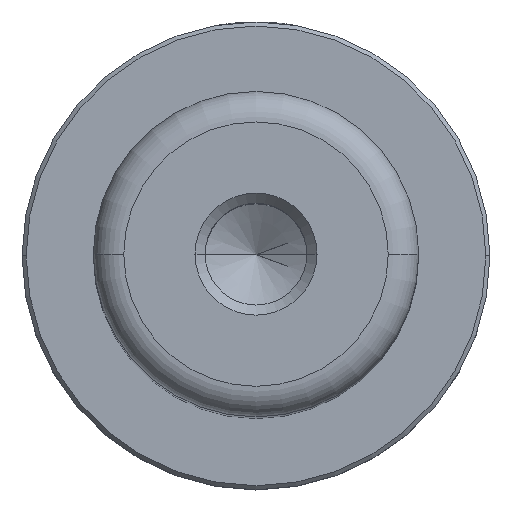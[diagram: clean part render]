
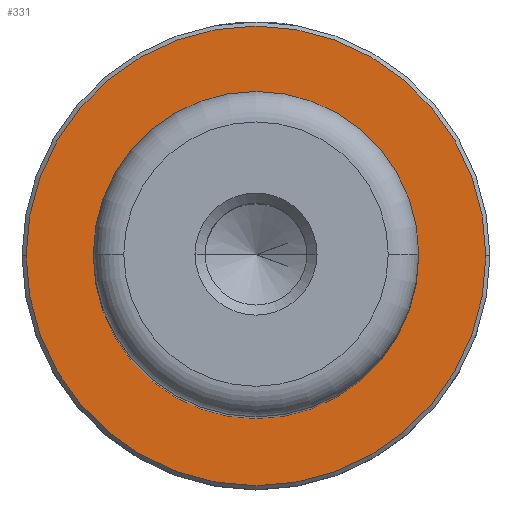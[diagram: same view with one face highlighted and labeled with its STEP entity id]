
A CAD part, top view. The second image highlights one B-rep face of the part: STEP entity #331.
In plain terms, the highlighted planar face has unit normal (0, 0, 1).
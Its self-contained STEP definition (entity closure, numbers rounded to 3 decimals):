
#31 = FACE_OUTER_BOUND ( 'NONE', #940, .T. ) ;
#35 = FACE_BOUND ( 'NONE', #1750, .T. ) ;
#102 = CIRCLE ( 'NONE', #1493, 11.3 ) ;
#107 = EDGE_CURVE ( 'NONE', #861, #2001, #179, .T. ) ;
#134 = CARTESIAN_POINT ( 'NONE',  ( 7.5, 0., 15. ) ) ;
#179 = CIRCLE ( 'NONE', #267, 7.5 ) ;
#210 = EDGE_CURVE ( 'NONE', #1759, #1472, #102, .T. ) ;
#267 = AXIS2_PLACEMENT_3D ( 'NONE', #509, #780, #484 ) ;
#331 = ADVANCED_FACE ( 'NONE', ( #31, #35 ), #1097, .T. ) ;
#407 = CARTESIAN_POINT ( 'NONE',  ( 0., 0., 15. ) ) ;
#441 = AXIS2_PLACEMENT_3D ( 'NONE', #1166, #1089, #1082 ) ;
#449 = CIRCLE ( 'NONE', #1090, 11.3 ) ;
#484 = DIRECTION ( 'NONE',  ( -1., 0., 0. ) ) ;
#509 = CARTESIAN_POINT ( 'NONE',  ( 0., 0., 15. ) ) ;
#553 = DIRECTION ( 'NONE',  ( 1., 0., 0. ) ) ;
#569 = CARTESIAN_POINT ( 'NONE',  ( -7.5, 0., 15. ) ) ;
#658 = CARTESIAN_POINT ( 'NONE',  ( -11.3, 0., 15. ) ) ;
#687 = AXIS2_PLACEMENT_3D ( 'NONE', #1431, #1424, #1419 ) ;
#728 = ORIENTED_EDGE ( 'NONE', *, *, #210, .T. ) ;
#748 = EDGE_CURVE ( 'NONE', #2001, #861, #1860, .T. ) ;
#780 = DIRECTION ( 'NONE',  ( 0., 0., -1. ) ) ;
#861 = VERTEX_POINT ( 'NONE', #569 ) ;
#873 = ORIENTED_EDGE ( 'NONE', *, *, #748, .T. ) ;
#940 = EDGE_LOOP ( 'NONE', ( #728, #1831 ) ) ;
#1082 = DIRECTION ( 'NONE',  ( 1., 0., 0. ) ) ;
#1089 = DIRECTION ( 'NONE',  ( 0., 0., 1. ) ) ;
#1090 = AXIS2_PLACEMENT_3D ( 'NONE', #407, #1587, #553 ) ;
#1097 = PLANE ( 'NONE',  #441 ) ;
#1111 = EDGE_CURVE ( 'NONE', #1472, #1759, #449, .T. ) ;
#1166 = CARTESIAN_POINT ( 'NONE',  ( 0., 0., 15. ) ) ;
#1187 = CARTESIAN_POINT ( 'NONE',  ( 11.3, 0., 15. ) ) ;
#1419 = DIRECTION ( 'NONE',  ( -1., 0., 0. ) ) ;
#1424 = DIRECTION ( 'NONE',  ( 0., 0., -1. ) ) ;
#1431 = CARTESIAN_POINT ( 'NONE',  ( 0., 0., 15. ) ) ;
#1472 = VERTEX_POINT ( 'NONE', #1187 ) ;
#1493 = AXIS2_PLACEMENT_3D ( 'NONE', #1639, #1635, #1632 ) ;
#1586 = ORIENTED_EDGE ( 'NONE', *, *, #107, .T. ) ;
#1587 = DIRECTION ( 'NONE',  ( 0., 0., 1. ) ) ;
#1632 = DIRECTION ( 'NONE',  ( 1., 0., 0. ) ) ;
#1635 = DIRECTION ( 'NONE',  ( 0., 0., 1. ) ) ;
#1639 = CARTESIAN_POINT ( 'NONE',  ( 0., 0., 15. ) ) ;
#1750 = EDGE_LOOP ( 'NONE', ( #1586, #873 ) ) ;
#1759 = VERTEX_POINT ( 'NONE', #658 ) ;
#1831 = ORIENTED_EDGE ( 'NONE', *, *, #1111, .T. ) ;
#1860 = CIRCLE ( 'NONE', #687, 7.5 ) ;
#2001 = VERTEX_POINT ( 'NONE', #134 ) ;
